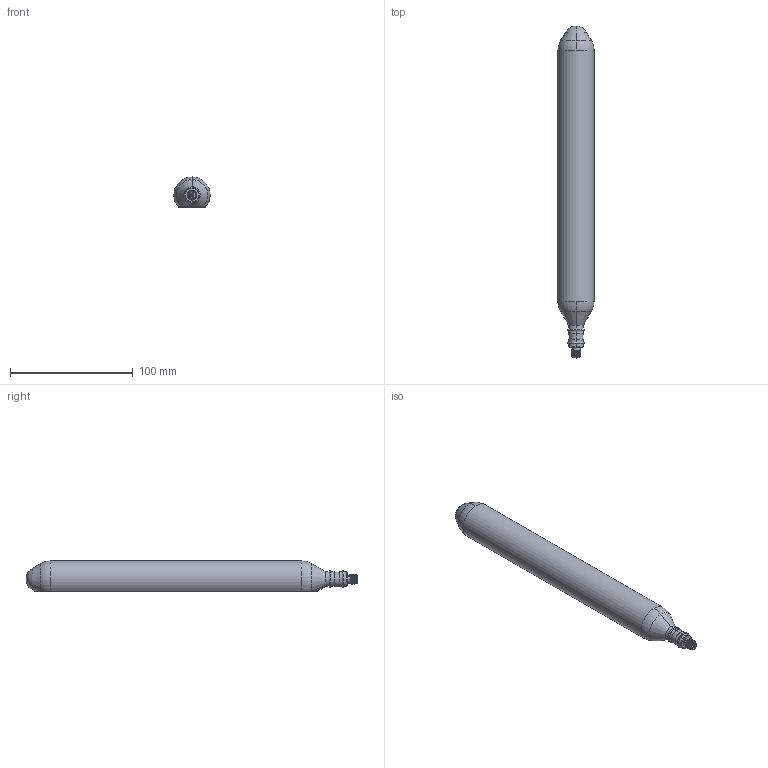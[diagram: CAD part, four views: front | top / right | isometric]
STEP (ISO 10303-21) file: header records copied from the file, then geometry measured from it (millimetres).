
FILE_DESCRIPTION (( 'STEP AP203' ), '1' );
FILE_NAME ('ABE-Z30-200-D12_outline.STEP', '2020-08-17T06:54:45', ( '' ), ( '' ), 'SwSTEP 2.0', 'SolidWorks 2020', '' );
FILE_SCHEMA (( 'CONFIG_CONTROL_DESIGN' ));
Length unit declared in the file: millimetre
Products named in the file (6): ABE-Z30-200-D12.STEP; ABE-Z30-200-D12_outline; ABE-Z30-200-001.STEP; O-Ring_10x1_MVQ70.STEP; ABE-Z30-200-012.STEP; 09-3415-41-04_01.STEP
Assembly tree (6 placements, depth 3):
  ABE-Z30-200-D12_outline
    ABE-Z30-200-D12.STEP
      ABE-Z30-200-001.STEP
      09-3415-41-04_01.STEP
      O-Ring_10x1_MVQ70.STEP  x2
      ABE-Z30-200-012.STEP
Bounding box: 29.6 x 270.5 x 24.5 mm (x, y, z)
Volume: 105196.7 mm3; surface area: 40226.2 mm2
Topology: 5 solids, 5 shells, 237 faces, 587 edges, 375 vertices
Faces by surface type: cylinder 114, plane 66, torus 22, cone 18, bspline 17
Entity records: 9703 total; most frequent: CARTESIAN_POINT 3611, DIRECTION 1152, ORIENTED_EDGE 1142, EDGE_CURVE 571, AXIS2_PLACEMENT_3D 482, VERTEX_POINT 371, EDGE_LOOP 262, CIRCLE 256
